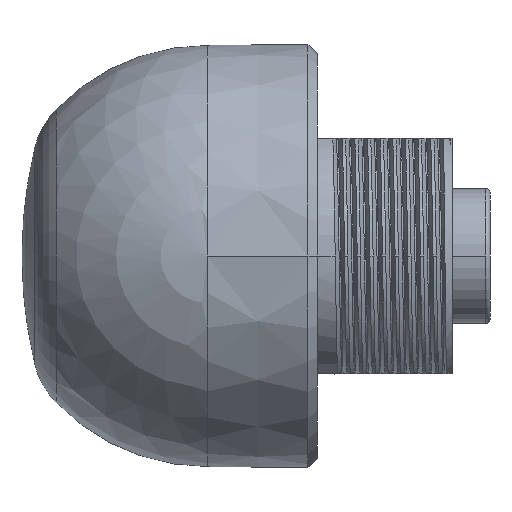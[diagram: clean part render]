
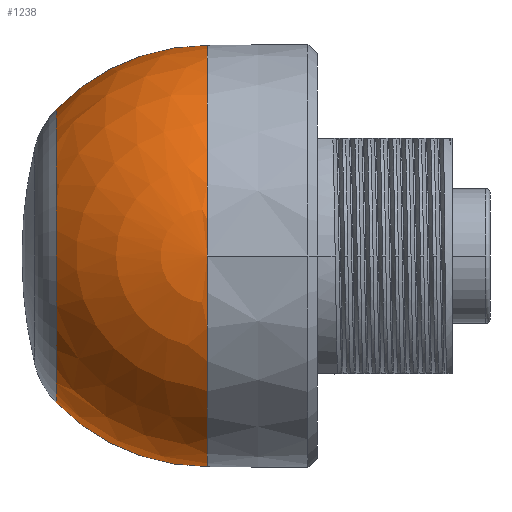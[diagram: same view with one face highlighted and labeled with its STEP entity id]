
A CAD part, left-side view. The second image highlights one B-rep face of the part: STEP entity #1238.
In plain terms, the highlighted spherical face has radius 25 mm.
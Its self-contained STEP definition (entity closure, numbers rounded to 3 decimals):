
#1095 = VERTEX_POINT('',#1096);
#1096 = CARTESIAN_POINT('',(-40.642,35.655,
    18.247));
#1097 = VERTEX_POINT('',#1098);
#1098 = CARTESIAN_POINT('',(-40.642,35.655,
    -16.546));
#1106 = SPHERICAL_SURFACE('',#1107,25.);
#1107 = AXIS2_PLACEMENT_3D('',#1108,#1109,#1110);
#1108 = CARTESIAN_POINT('',(-40.642,17.701,
    0.85));
#1109 = DIRECTION('',(0.,1.,0.));
#1110 = DIRECTION('',(-1.,0.,0.));
#1130 = EDGE_CURVE('',#1095,#1131,#1133,.T.);
#1131 = VERTEX_POINT('',#1132);
#1132 = CARTESIAN_POINT('',(-40.642,17.701,
    25.85));
#1133 = SURFACE_CURVE('',#1134,(#1139,#1146),.PCURVE_S1.);
#1134 = CIRCLE('',#1135,25.);
#1135 = AXIS2_PLACEMENT_3D('',#1136,#1137,#1138);
#1136 = CARTESIAN_POINT('',(-40.642,17.701,
    0.85));
#1137 = DIRECTION('',(1.,0.,0.));
#1138 = DIRECTION('',(0.,0.718,0.696)
  );
#1139 = PCURVE('',#1106,#1140);
#1140 = DEFINITIONAL_REPRESENTATION('',(#1141),#1145);
#1141 = LINE('',#1142,#1143);
#1142 = CARTESIAN_POINT('',(1.571,0.801));
#1143 = VECTOR('',#1144,1.);
#1144 = DIRECTION('',(0.,-1.));
#1145 = ( GEOMETRIC_REPRESENTATION_CONTEXT(2) 
PARAMETRIC_REPRESENTATION_CONTEXT() REPRESENTATION_CONTEXT('2D SPACE',''
  ) );
#1146 = PCURVE('',#1147,#1152);
#1147 = SPHERICAL_SURFACE('',#1148,25.);
#1148 = AXIS2_PLACEMENT_3D('',#1149,#1150,#1151);
#1149 = CARTESIAN_POINT('',(-40.642,17.701,
    0.85));
#1150 = DIRECTION('',(1.,-0.,0.));
#1151 = DIRECTION('',(0.,1.,0.));
#1152 = DEFINITIONAL_REPRESENTATION('',(#1153),#1157);
#1153 = LINE('',#1154,#1155);
#1154 = CARTESIAN_POINT('',(0.77,0.));
#1155 = VECTOR('',#1156,1.);
#1156 = DIRECTION('',(1.,0.));
#1157 = ( GEOMETRIC_REPRESENTATION_CONTEXT(2) 
PARAMETRIC_REPRESENTATION_CONTEXT() REPRESENTATION_CONTEXT('2D SPACE',''
  ) );
#1176 = CONICAL_SURFACE('',#1177,25.052,0.009);
#1177 = AXIS2_PLACEMENT_3D('',#1178,#1179,#1180);
#1178 = CARTESIAN_POINT('',(-40.642,11.728,0.85
    ));
#1179 = DIRECTION('',(0.,-1.,0.));
#1180 = DIRECTION('',(1.,0.,0.));
#1189 = VERTEX_POINT('',#1190);
#1190 = CARTESIAN_POINT('',(-40.642,17.701,
    -24.15));
#1205 = CONICAL_SURFACE('',#1206,25.052,0.009);
#1206 = AXIS2_PLACEMENT_3D('',#1207,#1208,#1209);
#1207 = CARTESIAN_POINT('',(-40.642,11.728,0.85
    ));
#1208 = DIRECTION('',(0.,-1.,0.));
#1209 = DIRECTION('',(1.,0.,0.));
#1217 = EDGE_CURVE('',#1097,#1189,#1218,.T.);
#1218 = SURFACE_CURVE('',#1219,(#1224,#1231),.PCURVE_S1.);
#1219 = CIRCLE('',#1220,25.);
#1220 = AXIS2_PLACEMENT_3D('',#1221,#1222,#1223);
#1221 = CARTESIAN_POINT('',(-40.642,17.701,
    0.85));
#1222 = DIRECTION('',(-1.,0.,0.));
#1223 = DIRECTION('',(0.,0.718,-0.696));
#1224 = PCURVE('',#1106,#1225);
#1225 = DEFINITIONAL_REPRESENTATION('',(#1226),#1230);
#1226 = LINE('',#1227,#1228);
#1227 = CARTESIAN_POINT('',(4.712,0.801));
#1228 = VECTOR('',#1229,1.);
#1229 = DIRECTION('',(0.,-1.));
#1230 = ( GEOMETRIC_REPRESENTATION_CONTEXT(2) 
PARAMETRIC_REPRESENTATION_CONTEXT() REPRESENTATION_CONTEXT('2D SPACE',''
  ) );
#1231 = PCURVE('',#1147,#1232);
#1232 = DEFINITIONAL_REPRESENTATION('',(#1233),#1237);
#1233 = LINE('',#1234,#1235);
#1234 = CARTESIAN_POINT('',(-0.77,0.));
#1235 = VECTOR('',#1236,1.);
#1236 = DIRECTION('',(-1.,0.));
#1237 = ( GEOMETRIC_REPRESENTATION_CONTEXT(2) 
PARAMETRIC_REPRESENTATION_CONTEXT() REPRESENTATION_CONTEXT('2D SPACE',''
  ) );
#1238 = ADVANCED_FACE('',(#1239),#1147,.T.);
#1239 = FACE_BOUND('',#1240,.T.);
#1240 = EDGE_LOOP('',(#1241,#1290,#1291,#1337,#1359));
#1241 = ORIENTED_EDGE('',*,*,#1242,.F.);
#1242 = EDGE_CURVE('',#1097,#1095,#1243,.T.);
#1243 = SURFACE_CURVE('',#1244,(#1249,#1278),.PCURVE_S1.);
#1244 = CIRCLE('',#1245,17.396);
#1245 = AXIS2_PLACEMENT_3D('',#1246,#1247,#1248);
#1246 = CARTESIAN_POINT('',(-40.642,35.655,
    0.85));
#1247 = DIRECTION('',(0.,1.,0.));
#1248 = DIRECTION('',(-0.008,0.,1.));
#1249 = PCURVE('',#1147,#1250);
#1250 = DEFINITIONAL_REPRESENTATION('',(#1251),#1277);
#1251 = B_SPLINE_CURVE_WITH_KNOTS('',3,(#1252,#1253,#1254,#1255,#1256,
    #1257,#1258,#1259,#1260,#1261,#1262,#1263,#1264,#1265,#1266,#1267,
    #1268,#1269,#1270,#1271,#1272,#1273,#1274,#1275,#1276),
  .UNSPECIFIED.,.F.,.F.,(4,1,1,1,1,1,1,1,1,1,1,1,1,1,1,1,1,1,1,1,1,1,4),
  (3.149,3.292,3.435,3.578,
    3.72,3.863,4.006,4.149,
    4.292,4.434,4.577,4.72,
    4.863,5.006,5.148,5.291,
    5.434,5.577,5.72,5.862,
    6.005,6.148,6.291),
  .QUASI_UNIFORM_KNOTS.);
#1252 = CARTESIAN_POINT('',(-0.77,0.));
#1253 = CARTESIAN_POINT('',(-0.77,-0.033));
#1254 = CARTESIAN_POINT('',(-0.766,-0.099));
#1255 = CARTESIAN_POINT('',(-0.751,-0.198));
#1256 = CARTESIAN_POINT('',(-0.724,-0.294));
#1257 = CARTESIAN_POINT('',(-0.686,-0.387));
#1258 = CARTESIAN_POINT('',(-0.635,-0.474));
#1259 = CARTESIAN_POINT('',(-0.568,-0.555));
#1260 = CARTESIAN_POINT('',(-0.485,-0.627));
#1261 = CARTESIAN_POINT('',(-0.385,-0.688));
#1262 = CARTESIAN_POINT('',(-0.269,-0.734));
#1263 = CARTESIAN_POINT('',(-0.138,-0.763));
#1264 = CARTESIAN_POINT('',(0.,-0.773));
#1265 = CARTESIAN_POINT('',(0.138,-0.763));
#1266 = CARTESIAN_POINT('',(0.269,-0.734));
#1267 = CARTESIAN_POINT('',(0.385,-0.688));
#1268 = CARTESIAN_POINT('',(0.485,-0.627));
#1269 = CARTESIAN_POINT('',(0.568,-0.555));
#1270 = CARTESIAN_POINT('',(0.635,-0.474));
#1271 = CARTESIAN_POINT('',(0.686,-0.387));
#1272 = CARTESIAN_POINT('',(0.724,-0.294));
#1273 = CARTESIAN_POINT('',(0.751,-0.198));
#1274 = CARTESIAN_POINT('',(0.766,-0.099));
#1275 = CARTESIAN_POINT('',(0.77,-0.033));
#1276 = CARTESIAN_POINT('',(0.77,0.));
#1277 = ( GEOMETRIC_REPRESENTATION_CONTEXT(2) 
PARAMETRIC_REPRESENTATION_CONTEXT() REPRESENTATION_CONTEXT('2D SPACE',''
  ) );
#1278 = PCURVE('',#1279,#1284);
#1279 = TOROIDAL_SURFACE('',#1280,10.438,10.);
#1280 = AXIS2_PLACEMENT_3D('',#1281,#1282,#1283);
#1281 = CARTESIAN_POINT('',(-40.642,28.473,
    0.85));
#1282 = DIRECTION('',(0.,1.,0.));
#1283 = DIRECTION('',(0.008,0.,-1.));
#1284 = DEFINITIONAL_REPRESENTATION('',(#1285),#1289);
#1285 = LINE('',#1286,#1287);
#1286 = CARTESIAN_POINT('',(-3.142,0.801));
#1287 = VECTOR('',#1288,1.);
#1288 = DIRECTION('',(1.,0.));
#1289 = ( GEOMETRIC_REPRESENTATION_CONTEXT(2) 
PARAMETRIC_REPRESENTATION_CONTEXT() REPRESENTATION_CONTEXT('2D SPACE',''
  ) );
#1290 = ORIENTED_EDGE('',*,*,#1217,.T.);
#1291 = ORIENTED_EDGE('',*,*,#1292,.F.);
#1292 = EDGE_CURVE('',#1293,#1189,#1295,.T.);
#1293 = VERTEX_POINT('',#1294);
#1294 = CARTESIAN_POINT('',(-65.642,17.701,0.85
    ));
#1295 = SURFACE_CURVE('',#1296,(#1301,#1330),.PCURVE_S1.);
#1296 = CIRCLE('',#1297,25.);
#1297 = AXIS2_PLACEMENT_3D('',#1298,#1299,#1300);
#1298 = CARTESIAN_POINT('',(-40.642,17.701,
    0.85));
#1299 = DIRECTION('',(0.,-1.,0.));
#1300 = DIRECTION('',(0.,0.,1.));
#1301 = PCURVE('',#1147,#1302);
#1302 = DEFINITIONAL_REPRESENTATION('',(#1303),#1329);
#1303 = B_SPLINE_CURVE_WITH_KNOTS('',3,(#1304,#1305,#1306,#1307,#1308,
    #1309,#1310,#1311,#1312,#1313,#1314,#1315,#1316,#1317,#1318,#1319,
    #1320,#1321,#1322,#1323,#1324,#1325,#1326,#1327,#1328),
  .UNSPECIFIED.,.F.,.F.,(4,1,1,1,1,1,1,1,1,1,1,1,1,1,1,1,1,1,1,1,1,1,4),
  (1.571,1.642,1.714,1.785,
    1.856,1.928,1.999,2.071,
    2.142,2.213,2.285,2.356,
    2.428,2.499,2.57,2.642,
    2.713,2.785,2.856,2.927,
    2.999,3.07,3.142),.QUASI_UNIFORM_KNOTS.);
#1304 = CARTESIAN_POINT('',(-1.571,-1.571));
#1305 = CARTESIAN_POINT('',(-1.571,-1.547));
#1306 = CARTESIAN_POINT('',(-1.571,-1.499));
#1307 = CARTESIAN_POINT('',(-1.571,-1.428));
#1308 = CARTESIAN_POINT('',(-1.571,-1.357));
#1309 = CARTESIAN_POINT('',(-1.571,-1.285));
#1310 = CARTESIAN_POINT('',(-1.571,-1.214));
#1311 = CARTESIAN_POINT('',(-1.571,-1.142));
#1312 = CARTESIAN_POINT('',(-1.571,-1.071));
#1313 = CARTESIAN_POINT('',(-1.571,-1.));
#1314 = CARTESIAN_POINT('',(-1.571,-0.928));
#1315 = CARTESIAN_POINT('',(-1.571,-0.857));
#1316 = CARTESIAN_POINT('',(-1.571,-0.785));
#1317 = CARTESIAN_POINT('',(-1.571,-0.714));
#1318 = CARTESIAN_POINT('',(-1.571,-0.643));
#1319 = CARTESIAN_POINT('',(-1.571,-0.571));
#1320 = CARTESIAN_POINT('',(-1.571,-0.5));
#1321 = CARTESIAN_POINT('',(-1.571,-0.428));
#1322 = CARTESIAN_POINT('',(-1.571,-0.357));
#1323 = CARTESIAN_POINT('',(-1.571,-0.286));
#1324 = CARTESIAN_POINT('',(-1.571,-0.214));
#1325 = CARTESIAN_POINT('',(-1.571,-0.143));
#1326 = CARTESIAN_POINT('',(-1.571,-0.071));
#1327 = CARTESIAN_POINT('',(-1.571,-0.024));
#1328 = CARTESIAN_POINT('',(-1.571,0.));
#1329 = ( GEOMETRIC_REPRESENTATION_CONTEXT(2) 
PARAMETRIC_REPRESENTATION_CONTEXT() REPRESENTATION_CONTEXT('2D SPACE',''
  ) );
#1330 = PCURVE('',#1205,#1331);
#1331 = DEFINITIONAL_REPRESENTATION('',(#1332),#1336);
#1332 = LINE('',#1333,#1334);
#1333 = CARTESIAN_POINT('',(1.571,-5.973));
#1334 = VECTOR('',#1335,1.);
#1335 = DIRECTION('',(1.,0.));
#1336 = ( GEOMETRIC_REPRESENTATION_CONTEXT(2) 
PARAMETRIC_REPRESENTATION_CONTEXT() REPRESENTATION_CONTEXT('2D SPACE',''
  ) );
#1337 = ORIENTED_EDGE('',*,*,#1338,.T.);
#1338 = EDGE_CURVE('',#1293,#1131,#1339,.T.);
#1339 = SURFACE_CURVE('',#1340,(#1345,#1352),.PCURVE_S1.);
#1340 = CIRCLE('',#1341,25.);
#1341 = AXIS2_PLACEMENT_3D('',#1342,#1343,#1344);
#1342 = CARTESIAN_POINT('',(-40.642,17.701,0.85
    ));
#1343 = DIRECTION('',(0.,1.,0.));
#1344 = DIRECTION('',(-1.,0.,0.));
#1345 = PCURVE('',#1147,#1346);
#1346 = DEFINITIONAL_REPRESENTATION('',(#1347),#1351);
#1347 = LINE('',#1348,#1349);
#1348 = CARTESIAN_POINT('',(1.571,-1.571));
#1349 = VECTOR('',#1350,1.);
#1350 = DIRECTION('',(0.,1.));
#1351 = ( GEOMETRIC_REPRESENTATION_CONTEXT(2) 
PARAMETRIC_REPRESENTATION_CONTEXT() REPRESENTATION_CONTEXT('2D SPACE',''
  ) );
#1352 = PCURVE('',#1176,#1353);
#1353 = DEFINITIONAL_REPRESENTATION('',(#1354),#1358);
#1354 = LINE('',#1355,#1356);
#1355 = CARTESIAN_POINT('',(3.142,-5.973));
#1356 = VECTOR('',#1357,1.);
#1357 = DIRECTION('',(-1.,0.));
#1358 = ( GEOMETRIC_REPRESENTATION_CONTEXT(2) 
PARAMETRIC_REPRESENTATION_CONTEXT() REPRESENTATION_CONTEXT('2D SPACE',''
  ) );
#1359 = ORIENTED_EDGE('',*,*,#1130,.F.);
